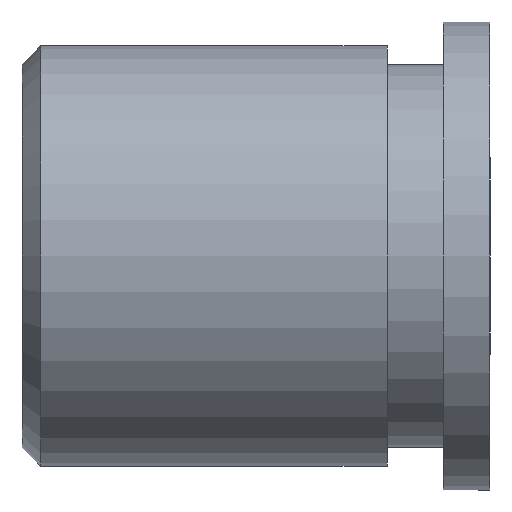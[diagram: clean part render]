
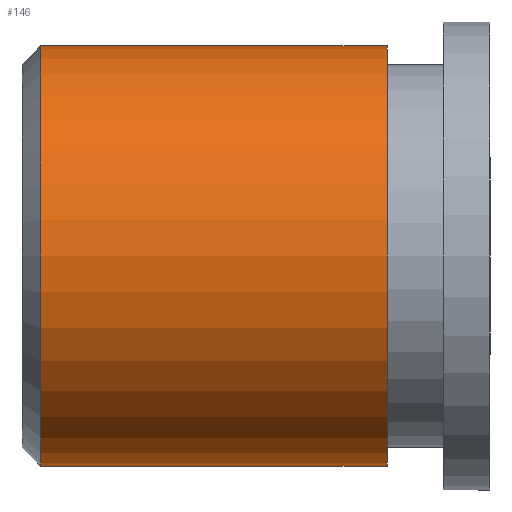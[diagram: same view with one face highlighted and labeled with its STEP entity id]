
A CAD part, left-side view. The second image highlights one B-rep face of the part: STEP entity #146.
In plain terms, the highlighted cylindrical face has radius 2.851 mm (diameter 5.702 mm), a partial arc.
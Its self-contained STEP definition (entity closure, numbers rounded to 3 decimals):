
#34 = VERTEX_POINT ( 'NONE', #346 ) ;
#36 = VERTEX_POINT ( 'NONE', #342 ) ;
#45 = EDGE_CURVE ( 'NONE', #59, #60, #360, .T. ) ;
#59 = VERTEX_POINT ( 'NONE', #500 ) ;
#60 = VERTEX_POINT ( 'NONE', #486 ) ;
#110 = EDGE_CURVE ( 'NONE', #36, #34, #583, .T. ) ;
#111 = ORIENTED_EDGE ( 'NONE', *, *, #206, .T. ) ;
#132 = EDGE_LOOP ( 'NONE', ( #133, #153, #111, #190 ) ) ;
#133 = ORIENTED_EDGE ( 'NONE', *, *, #211, .F. ) ;
#146 = ADVANCED_FACE ( 'NONE', ( #694 ), #727, .T. ) ;
#153 = ORIENTED_EDGE ( 'NONE', *, *, #45, .T. ) ;
#190 = ORIENTED_EDGE ( 'NONE', *, *, #110, .F. ) ;
#206 = EDGE_CURVE ( 'NONE', #60, #34, #766, .T. ) ;
#211 = EDGE_CURVE ( 'NONE', #59, #36, #670, .T. ) ;
#342 = CARTESIAN_POINT ( 'NONE',  ( 0., 2.921, -2.851 ) ) ;
#346 = CARTESIAN_POINT ( 'NONE',  ( 0., 2.921, 2.851 ) ) ;
#356 = DIRECTION ( 'NONE',  ( 0., 0., 1. ) ) ;
#357 = DIRECTION ( 'NONE',  ( 0., 1., 0. ) ) ;
#358 = CARTESIAN_POINT ( 'NONE',  ( 0., -1.778, 0. ) ) ;
#359 = AXIS2_PLACEMENT_3D ( 'NONE', #358, #357, #356 ) ;
#360 = CIRCLE ( 'NONE', #359, 2.851 ) ;
#486 = CARTESIAN_POINT ( 'NONE',  ( 0., -1.778, 2.851 ) ) ;
#500 = CARTESIAN_POINT ( 'NONE',  ( 0., -1.778, -2.851 ) ) ;
#538 = DIRECTION ( 'NONE',  ( 0., 0., 1. ) ) ;
#539 = DIRECTION ( 'NONE',  ( 0., 1., 0. ) ) ;
#540 = CARTESIAN_POINT ( 'NONE',  ( 0., 2.921, 0. ) ) ;
#541 = AXIS2_PLACEMENT_3D ( 'NONE', #540, #539, #538 ) ;
#583 = CIRCLE ( 'NONE', #541, 2.851 ) ;
#670 = LINE ( 'NONE', #725, #724 ) ;
#675 = DIRECTION ( 'NONE',  ( 0., 1., 0. ) ) ;
#676 = AXIS2_PLACEMENT_3D ( 'NONE', #728, #675, #775 ) ;
#694 = FACE_OUTER_BOUND ( 'NONE', #132, .T. ) ;
#723 = DIRECTION ( 'NONE',  ( 0., 1., 0. ) ) ;
#724 = VECTOR ( 'NONE', #723, 1000. ) ;
#725 = CARTESIAN_POINT ( 'NONE',  ( 0., 3.175, -2.851 ) ) ;
#727 = CYLINDRICAL_SURFACE ( 'NONE', #676, 2.851 ) ;
#728 = CARTESIAN_POINT ( 'NONE',  ( 0., 3.175, 0. ) ) ;
#763 = DIRECTION ( 'NONE',  ( 0., 1., 0. ) ) ;
#764 = VECTOR ( 'NONE', #763, 1000. ) ;
#765 = CARTESIAN_POINT ( 'NONE',  ( 0., 3.175, 2.851 ) ) ;
#766 = LINE ( 'NONE', #765, #764 ) ;
#775 = DIRECTION ( 'NONE',  ( 0., 0., 1. ) ) ;
